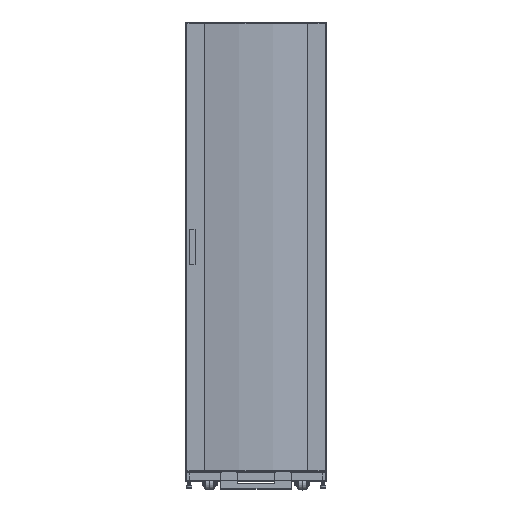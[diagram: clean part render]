
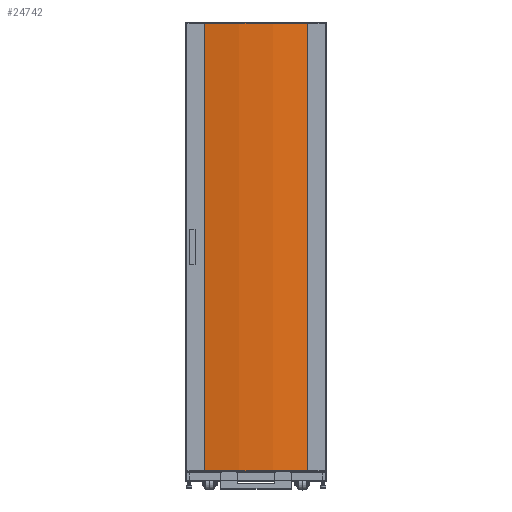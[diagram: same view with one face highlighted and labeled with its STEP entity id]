
A CAD part, top view. The second image highlights one B-rep face of the part: STEP entity #24742.
In plain terms, the highlighted cylindrical face has radius 1032.2 mm (diameter 2064.39 mm), a partial arc.
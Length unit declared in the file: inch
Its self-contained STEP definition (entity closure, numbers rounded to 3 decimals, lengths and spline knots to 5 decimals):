
#4404 = DIRECTION ( 'NONE',  ( 0., 0., -1. ) ) ;
#6237 = DIRECTION ( 'NONE',  ( 0., 1., 0. ) ) ;
#10470 = CARTESIAN_POINT ( 'NONE',  ( -8.61998, 37.6378, 0.00045 ) ) ;
#22956 = EDGE_CURVE ( 'NONE', #142595, #110666, #73445, .T. ) ;
#24304 = EDGE_CURVE ( 'NONE', #60070, #142595, #93985, .T. ) ;
#24742 = ADVANCED_FACE ( 'NONE', ( #115163 ), #67199, .T. ) ;
#26638 = CARTESIAN_POINT ( 'NONE',  ( 0., 37.6378, -39.71247 ) ) ;
#60070 = VERTEX_POINT ( 'NONE', #157333 ) ;
#67199 = CYLINDRICAL_SURFACE ( 'NONE', #112611, 40.63767 ) ;
#67293 = AXIS2_PLACEMENT_3D ( 'NONE', #119486, #6237, #72400 ) ;
#72400 = DIRECTION ( 'NONE',  ( 0., 0., -1. ) ) ;
#73445 = LINE ( 'NONE', #10470, #130593 ) ;
#77995 = CARTESIAN_POINT ( 'NONE',  ( 8.61998, -37.6378, 0.00045 ) ) ;
#79715 = ORIENTED_EDGE ( 'NONE', *, *, #22956, .T. ) ;
#81051 = DIRECTION ( 'NONE',  ( 0., -1., 0. ) ) ;
#87549 = LINE ( 'NONE', #161913, #109307 ) ;
#89225 = ORIENTED_EDGE ( 'NONE', *, *, #141142, .T. ) ;
#90435 = ORIENTED_EDGE ( 'NONE', *, *, #142259, .T. ) ;
#93985 = CIRCLE ( 'NONE', #115081, 40.63767 ) ;
#109307 = VECTOR ( 'NONE', #125604, 39.37008 ) ;
#110666 = VERTEX_POINT ( 'NONE', #157059 ) ;
#112611 = AXIS2_PLACEMENT_3D ( 'NONE', #26638, #117586, #4404 ) ;
#115081 = AXIS2_PLACEMENT_3D ( 'NONE', #146972, #81051, #122925 ) ;
#115163 = FACE_OUTER_BOUND ( 'NONE', #138259, .T. ) ;
#117586 = DIRECTION ( 'NONE',  ( 0., -1., 0. ) ) ;
#119486 = CARTESIAN_POINT ( 'NONE',  ( 0., -37.6378, -39.71247 ) ) ;
#120974 = CARTESIAN_POINT ( 'NONE',  ( -8.61998, 37.6378, 0.00045 ) ) ;
#122925 = DIRECTION ( 'NONE',  ( 0., 0., -1. ) ) ;
#125602 = ORIENTED_EDGE ( 'NONE', *, *, #24304, .T. ) ;
#125604 = DIRECTION ( 'NONE',  ( 0., 1., 0. ) ) ;
#130593 = VECTOR ( 'NONE', #132984, 39.37008 ) ;
#132984 = DIRECTION ( 'NONE',  ( 0., -1., 0. ) ) ;
#138259 = EDGE_LOOP ( 'NONE', ( #125602, #79715, #90435, #89225 ) ) ;
#138674 = CIRCLE ( 'NONE', #67293, 40.63767 ) ;
#139014 = VERTEX_POINT ( 'NONE', #77995 ) ;
#141142 = EDGE_CURVE ( 'NONE', #139014, #60070, #87549, .T. ) ;
#142259 = EDGE_CURVE ( 'NONE', #110666, #139014, #138674, .T. ) ;
#142595 = VERTEX_POINT ( 'NONE', #120974 ) ;
#146972 = CARTESIAN_POINT ( 'NONE',  ( 0., 37.6378, -39.71247 ) ) ;
#157059 = CARTESIAN_POINT ( 'NONE',  ( -8.61998, -37.6378, 0.00045 ) ) ;
#157333 = CARTESIAN_POINT ( 'NONE',  ( 8.61998, 37.6378, 0.00045 ) ) ;
#161913 = CARTESIAN_POINT ( 'NONE',  ( 8.61998, 37.6378, 0.00045 ) ) ;
